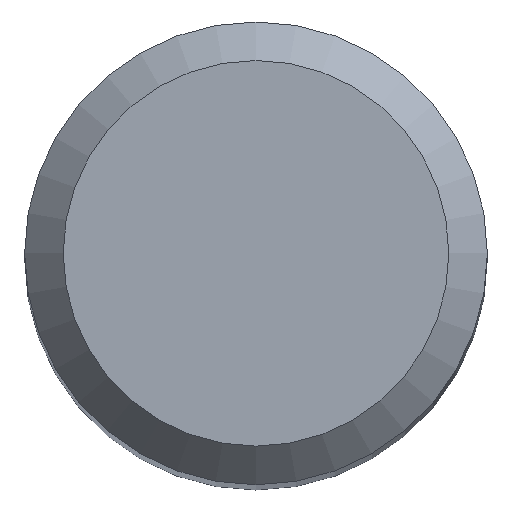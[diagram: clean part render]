
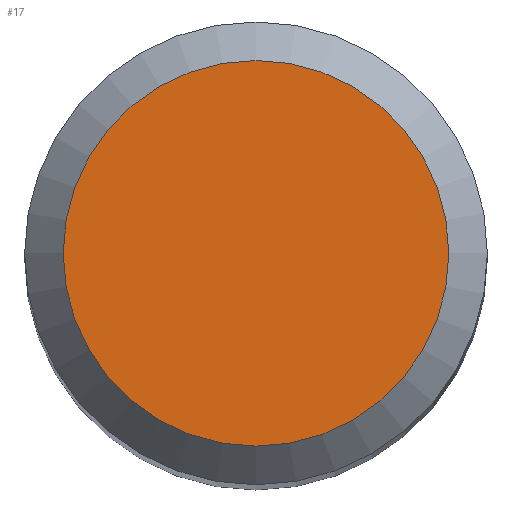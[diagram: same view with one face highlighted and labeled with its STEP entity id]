
A CAD part, top view. The second image highlights one B-rep face of the part: STEP entity #17.
In plain terms, the highlighted planar face has unit normal (0, 0, 1).
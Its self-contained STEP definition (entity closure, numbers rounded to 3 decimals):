
#7 = DIRECTION ( 'NONE',  ( 0., 1., 0. ) ) ;
#17 = ADVANCED_FACE ( 'NONE', ( #61 ), #137, .F. ) ;
#20 = EDGE_CURVE ( 'NONE', #58, #58, #32, .T. ) ;
#24 = CARTESIAN_POINT ( 'NONE',  ( 0., 0., 50. ) ) ;
#32 = CIRCLE ( 'NONE', #233, 2.5 ) ;
#40 = DIRECTION ( 'NONE',  ( 0., 0., -1. ) ) ;
#58 = VERTEX_POINT ( 'NONE', #73 ) ;
#61 = FACE_OUTER_BOUND ( 'NONE', #181, .T. ) ;
#73 = CARTESIAN_POINT ( 'NONE',  ( 0., 2.5, 50. ) ) ;
#133 = ORIENTED_EDGE ( 'NONE', *, *, #20, .F. ) ;
#137 = PLANE ( 'NONE',  #202 ) ;
#167 = DIRECTION ( 'NONE',  ( 0., 0., -1. ) ) ;
#181 = EDGE_LOOP ( 'NONE', ( #133 ) ) ;
#185 = DIRECTION ( 'NONE',  ( 0., 1., 0. ) ) ;
#202 = AXIS2_PLACEMENT_3D ( 'NONE', #212, #40, #185 ) ;
#212 = CARTESIAN_POINT ( 'NONE',  ( 0., 0., 50. ) ) ;
#233 = AXIS2_PLACEMENT_3D ( 'NONE', #24, #167, #7 ) ;
